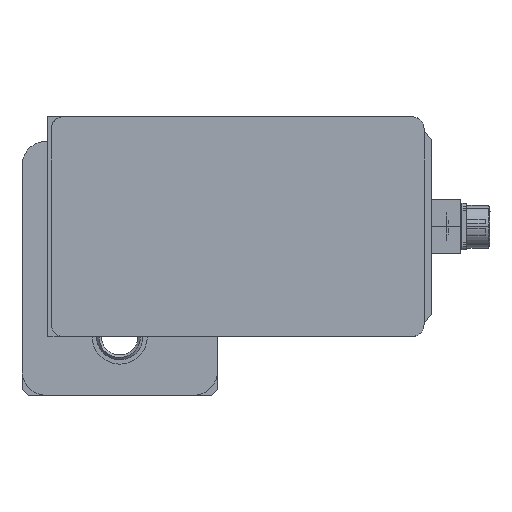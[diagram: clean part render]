
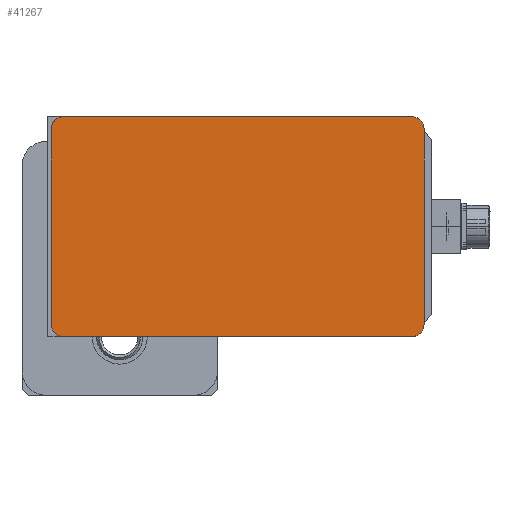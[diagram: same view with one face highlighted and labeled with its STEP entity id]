
A CAD part, front view. The second image highlights one B-rep face of the part: STEP entity #41267.
In plain terms, the highlighted face is planar.
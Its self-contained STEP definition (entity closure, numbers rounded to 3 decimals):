
#5938 = CARTESIAN_POINT ( 'NONE',  ( 80., 56.001, -163. ) ) ;
#6613 = AXIS2_PLACEMENT_3D ( 'NONE', #22563, #32762, #46350 ) ;
#6734 = LINE ( 'NONE', #25128, #55711 ) ;
#7365 = LINE ( 'NONE', #40193, #45979 ) ;
#7381 = CARTESIAN_POINT ( 'NONE',  ( 80., -239., -163. ) ) ;
#8019 = AXIS2_PLACEMENT_3D ( 'NONE', #15200, #46592, #37516 ) ;
#8481 = CARTESIAN_POINT ( 'NONE',  ( 80., -249.001, -163. ) ) ;
#10188 = EDGE_CURVE ( 'NONE', #23776, #59495, #7365, .T. ) ;
#10710 = ORIENTED_EDGE ( 'NONE', *, *, #47901, .T. ) ;
#11363 = AXIS2_PLACEMENT_3D ( 'NONE', #7381, #52902, #24876 ) ;
#12936 = ORIENTED_EDGE ( 'NONE', *, *, #28118, .T. ) ;
#13143 = ORIENTED_EDGE ( 'NONE', *, *, #19179, .T. ) ;
#14058 = DIRECTION ( 'NONE',  ( -1., 0., 0. ) ) ;
#14546 = VERTEX_POINT ( 'NONE', #20150 ) ;
#15198 = VERTEX_POINT ( 'NONE', #15404 ) ;
#15200 = CARTESIAN_POINT ( 'NONE',  ( -80., -239., -163. ) ) ;
#15404 = CARTESIAN_POINT ( 'NONE',  ( -80., -249.001, -163. ) ) ;
#15937 = CARTESIAN_POINT ( 'NONE',  ( -80., 46., -163. ) ) ;
#16252 = CIRCLE ( 'NONE', #6613, 10.001 ) ;
#17991 = CARTESIAN_POINT ( 'NONE',  ( 80., -249.001, -163. ) ) ;
#19179 = EDGE_CURVE ( 'NONE', #24034, #45560, #43140, .T. ) ;
#19573 = DIRECTION ( 'NONE',  ( 1., 0., 0. ) ) ;
#20150 = CARTESIAN_POINT ( 'NONE',  ( -80., 56.001, -163. ) ) ;
#20390 = DIRECTION ( 'NONE',  ( -1., 0., 0. ) ) ;
#22563 = CARTESIAN_POINT ( 'NONE',  ( 80., 46., -163. ) ) ;
#23454 = ORIENTED_EDGE ( 'NONE', *, *, #26038, .T. ) ;
#23776 = VERTEX_POINT ( 'NONE', #45109 ) ;
#24034 = VERTEX_POINT ( 'NONE', #29694 ) ;
#24610 = PLANE ( 'NONE',  #43435 ) ;
#24876 = DIRECTION ( 'NONE',  ( -1., 0., 0. ) ) ;
#25128 = CARTESIAN_POINT ( 'NONE',  ( 90.001, 46., -163. ) ) ;
#26038 = EDGE_CURVE ( 'NONE', #36561, #51689, #16252, .T. ) ;
#26372 = DIRECTION ( 'NONE',  ( 0., 1., 0. ) ) ;
#27047 = ORIENTED_EDGE ( 'NONE', *, *, #10188, .T. ) ;
#27292 = CIRCLE ( 'NONE', #8019, 10.001 ) ;
#28118 = EDGE_CURVE ( 'NONE', #59495, #14546, #43395, .T. ) ;
#29136 = FACE_OUTER_BOUND ( 'NONE', #47896, .T. ) ;
#29694 = CARTESIAN_POINT ( 'NONE',  ( 90.001, -239., -163. ) ) ;
#30921 = CARTESIAN_POINT ( 'NONE',  ( -90.001, 46., -163. ) ) ;
#32762 = DIRECTION ( 'NONE',  ( 0., 0., -1. ) ) ;
#32939 = ORIENTED_EDGE ( 'NONE', *, *, #35357, .T. ) ;
#34425 = DIRECTION ( 'NONE',  ( 0., -1., 0. ) ) ;
#35357 = EDGE_CURVE ( 'NONE', #51689, #24034, #6734, .T. ) ;
#36090 = VECTOR ( 'NONE', #14058, 1000. ) ;
#36198 = CARTESIAN_POINT ( 'NONE',  ( 90.001, 46., -163. ) ) ;
#36561 = VERTEX_POINT ( 'NONE', #5938 ) ;
#37048 = CARTESIAN_POINT ( 'NONE',  ( -80., 56.001, -163. ) ) ;
#37516 = DIRECTION ( 'NONE',  ( -1., 0., 0. ) ) ;
#39113 = DIRECTION ( 'NONE',  ( -1., 0., 0. ) ) ;
#40193 = CARTESIAN_POINT ( 'NONE',  ( -90.001, -239., -163. ) ) ;
#40865 = ORIENTED_EDGE ( 'NONE', *, *, #43592, .T. ) ;
#40884 = LINE ( 'NONE', #17991, #36090 ) ;
#41267 = ADVANCED_FACE ( 'NONE', ( #29136 ), #24610, .T. ) ;
#41513 = VECTOR ( 'NONE', #19573, 1000. ) ;
#42961 = CARTESIAN_POINT ( 'NONE',  ( 80., -239., -163. ) ) ;
#43140 = CIRCLE ( 'NONE', #11363, 10.001 ) ;
#43395 = CIRCLE ( 'NONE', #52068, 10.001 ) ;
#43435 = AXIS2_PLACEMENT_3D ( 'NONE', #42961, #55974, #20390 ) ;
#43592 = EDGE_CURVE ( 'NONE', #15198, #23776, #27292, .T. ) ;
#45109 = CARTESIAN_POINT ( 'NONE',  ( -90.001, -239., -163. ) ) ;
#45560 = VERTEX_POINT ( 'NONE', #8481 ) ;
#45979 = VECTOR ( 'NONE', #26372, 1000. ) ;
#46350 = DIRECTION ( 'NONE',  ( -1., 0., 0. ) ) ;
#46592 = DIRECTION ( 'NONE',  ( 0., 0., -1. ) ) ;
#47896 = EDGE_LOOP ( 'NONE', ( #13143, #51247, #40865, #27047, #12936, #10710, #23454, #32939 ) ) ;
#47901 = EDGE_CURVE ( 'NONE', #14546, #36561, #51261, .T. ) ;
#51247 = ORIENTED_EDGE ( 'NONE', *, *, #52164, .T. ) ;
#51261 = LINE ( 'NONE', #37048, #41513 ) ;
#51689 = VERTEX_POINT ( 'NONE', #36198 ) ;
#52068 = AXIS2_PLACEMENT_3D ( 'NONE', #15937, #53898, #39113 ) ;
#52164 = EDGE_CURVE ( 'NONE', #45560, #15198, #40884, .T. ) ;
#52902 = DIRECTION ( 'NONE',  ( 0., 0., -1. ) ) ;
#53898 = DIRECTION ( 'NONE',  ( 0., 0., -1. ) ) ;
#55711 = VECTOR ( 'NONE', #34425, 1000. ) ;
#55974 = DIRECTION ( 'NONE',  ( 0., 0., -1. ) ) ;
#59495 = VERTEX_POINT ( 'NONE', #30921 ) ;
